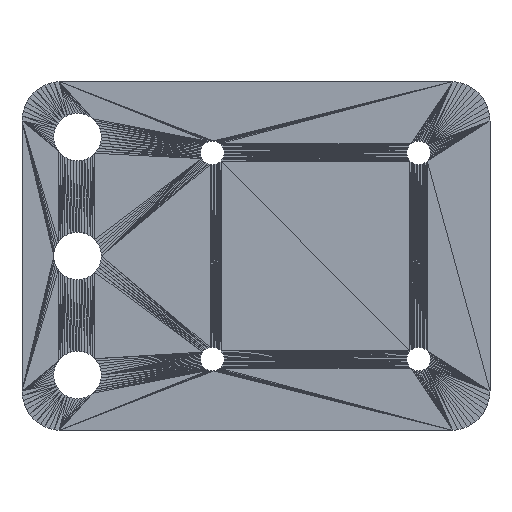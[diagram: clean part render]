
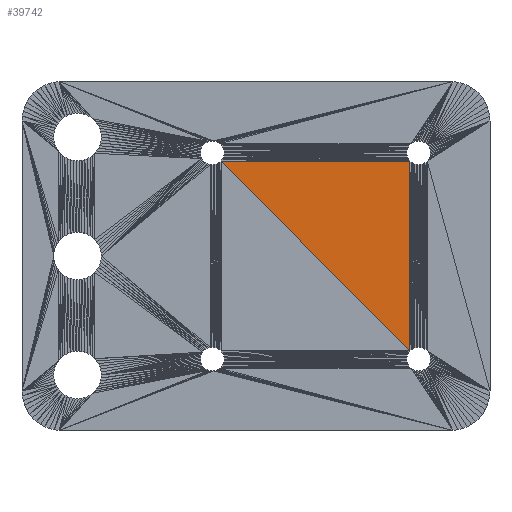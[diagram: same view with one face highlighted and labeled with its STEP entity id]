
A CAD part, top view. The second image highlights one B-rep face of the part: STEP entity #39742.
In plain terms, the highlighted planar face has unit normal (0, 0, 1).
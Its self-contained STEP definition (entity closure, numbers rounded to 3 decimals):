
#6298 = VERTEX_POINT('',#6299);
#6299 = CARTESIAN_POINT('',(19.406,11.973,3.));
#17294 = VERTEX_POINT('',#17295);
#17295 = CARTESIAN_POINT('',(-4.407,11.973,3.));
#17335 = PLANE('',#17336);
#17336 = AXIS2_PLACEMENT_3D('',#17337,#17338,#17339);
#17337 = CARTESIAN_POINT('',(7.483,12.01,3.));
#17338 = DIRECTION('',(0.,0.,1.));
#17339 = DIRECTION('',(0.,1.,0.));
#39559 = VERTEX_POINT('',#39560);
#39560 = CARTESIAN_POINT('',(19.406,-11.973,3.));
#39689 = EDGE_CURVE('',#17294,#6298,#39690,.T.);
#39690 = SURFACE_CURVE('',#39691,(#39695,#39702),.PCURVE_S1.);
#39691 = LINE('',#39692,#39693);
#39692 = CARTESIAN_POINT('',(-4.407,11.973,3.));
#39693 = VECTOR('',#39694,1.);
#39694 = DIRECTION('',(1.,0.,0.));
#39695 = PCURVE('',#17335,#39696);
#39696 = DEFINITIONAL_REPRESENTATION('',(#39697),#39701);
#39697 = LINE('',#39698,#39699);
#39698 = CARTESIAN_POINT('',(-0.036,11.89));
#39699 = VECTOR('',#39700,1.);
#39700 = DIRECTION('',(0.,-1.));
#39701 = ( GEOMETRIC_REPRESENTATION_CONTEXT(2) 
PARAMETRIC_REPRESENTATION_CONTEXT() REPRESENTATION_CONTEXT('2D SPACE',''
  ) );
#39702 = PCURVE('',#39703,#39708);
#39703 = PLANE('',#39704);
#39704 = AXIS2_PLACEMENT_3D('',#39705,#39706,#39707);
#39705 = CARTESIAN_POINT('',(10.997,3.497,3.));
#39706 = DIRECTION('',(0.,0.,1.));
#39707 = DIRECTION('',(1.,0.,0.));
#39708 = DEFINITIONAL_REPRESENTATION('',(#39709),#39713);
#39709 = LINE('',#39710,#39711);
#39710 = CARTESIAN_POINT('',(-15.404,8.476));
#39711 = VECTOR('',#39712,1.);
#39712 = DIRECTION('',(1.,0.));
#39713 = ( GEOMETRIC_REPRESENTATION_CONTEXT(2) 
PARAMETRIC_REPRESENTATION_CONTEXT() REPRESENTATION_CONTEXT('2D SPACE',''
  ) );
#39742 = ADVANCED_FACE('',(#39743),#39703,.T.);
#39743 = FACE_BOUND('',#39744,.T.);
#39744 = EDGE_LOOP('',(#39745,#39746,#39772));
#39745 = ORIENTED_EDGE('',*,*,#39689,.F.);
#39746 = ORIENTED_EDGE('',*,*,#39747,.T.);
#39747 = EDGE_CURVE('',#17294,#39559,#39748,.T.);
#39748 = SURFACE_CURVE('',#39749,(#39753,#39760),.PCURVE_S1.);
#39749 = LINE('',#39750,#39751);
#39750 = CARTESIAN_POINT('',(-4.407,11.973,3.));
#39751 = VECTOR('',#39752,1.);
#39752 = DIRECTION('',(0.705,-0.709,0.));
#39753 = PCURVE('',#39703,#39754);
#39754 = DEFINITIONAL_REPRESENTATION('',(#39755),#39759);
#39755 = LINE('',#39756,#39757);
#39756 = CARTESIAN_POINT('',(-15.404,8.476));
#39757 = VECTOR('',#39758,1.);
#39758 = DIRECTION('',(0.705,-0.709));
#39759 = ( GEOMETRIC_REPRESENTATION_CONTEXT(2) 
PARAMETRIC_REPRESENTATION_CONTEXT() REPRESENTATION_CONTEXT('2D SPACE',''
  ) );
#39760 = PCURVE('',#39761,#39766);
#39761 = PLANE('',#39762);
#39762 = AXIS2_PLACEMENT_3D('',#39763,#39764,#39765);
#39763 = CARTESIAN_POINT('',(4.003,-3.497,3.));
#39764 = DIRECTION('',(0.,0.,1.));
#39765 = DIRECTION('',(1.,0.,0.));
#39766 = DEFINITIONAL_REPRESENTATION('',(#39767),#39771);
#39767 = LINE('',#39768,#39769);
#39768 = CARTESIAN_POINT('',(-8.409,15.47));
#39769 = VECTOR('',#39770,1.);
#39770 = DIRECTION('',(0.705,-0.709));
#39771 = ( GEOMETRIC_REPRESENTATION_CONTEXT(2) 
PARAMETRIC_REPRESENTATION_CONTEXT() REPRESENTATION_CONTEXT('2D SPACE',''
  ) );
#39772 = ORIENTED_EDGE('',*,*,#39773,.T.);
#39773 = EDGE_CURVE('',#39559,#6298,#39774,.T.);
#39774 = SURFACE_CURVE('',#39775,(#39779,#39786),.PCURVE_S1.);
#39775 = LINE('',#39776,#39777);
#39776 = CARTESIAN_POINT('',(19.406,-11.973,3.));
#39777 = VECTOR('',#39778,1.);
#39778 = DIRECTION('',(0.,1.,0.));
#39779 = PCURVE('',#39703,#39780);
#39780 = DEFINITIONAL_REPRESENTATION('',(#39781),#39785);
#39781 = LINE('',#39782,#39783);
#39782 = CARTESIAN_POINT('',(8.409,-15.47));
#39783 = VECTOR('',#39784,1.);
#39784 = DIRECTION('',(0.,1.));
#39785 = ( GEOMETRIC_REPRESENTATION_CONTEXT(2) 
PARAMETRIC_REPRESENTATION_CONTEXT() REPRESENTATION_CONTEXT('2D SPACE',''
  ) );
#39786 = PCURVE('',#39787,#39792);
#39787 = PLANE('',#39788);
#39788 = AXIS2_PLACEMENT_3D('',#39789,#39790,#39791);
#39789 = CARTESIAN_POINT('',(19.441,-0.015,3.));
#39790 = DIRECTION('',(0.,0.,1.));
#39791 = DIRECTION('',(1.,0.,-0.));
#39792 = DEFINITIONAL_REPRESENTATION('',(#39793),#39797);
#39793 = LINE('',#39794,#39795);
#39794 = CARTESIAN_POINT('',(-0.034,-11.958));
#39795 = VECTOR('',#39796,1.);
#39796 = DIRECTION('',(0.,1.));
#39797 = ( GEOMETRIC_REPRESENTATION_CONTEXT(2) 
PARAMETRIC_REPRESENTATION_CONTEXT() REPRESENTATION_CONTEXT('2D SPACE',''
  ) );
